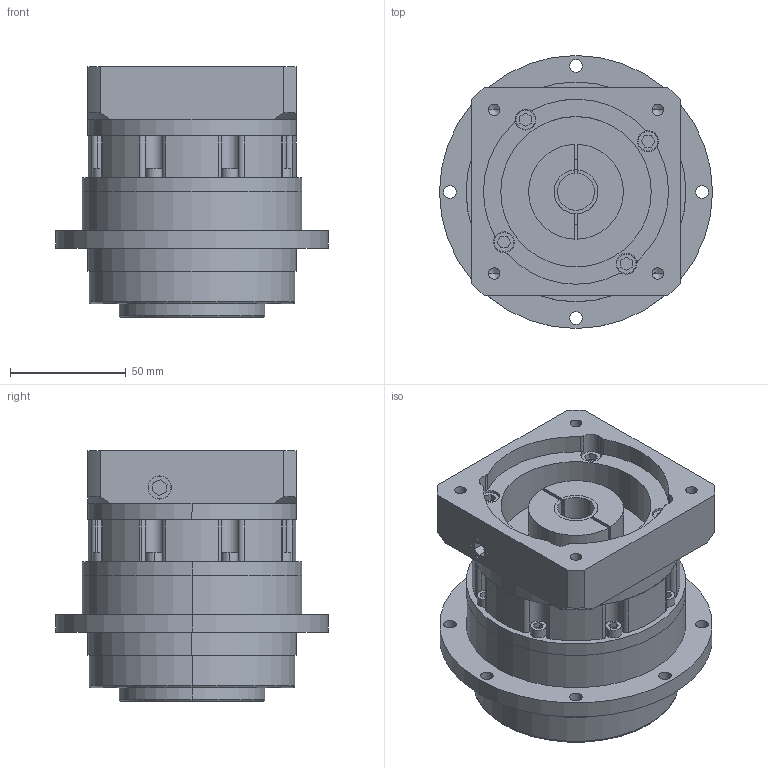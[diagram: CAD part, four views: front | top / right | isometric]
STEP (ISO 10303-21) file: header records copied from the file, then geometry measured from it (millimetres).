
FILE_DESCRIPTION (( 'STEP AP214' ), '1' );
FILE_NAME ('VGH90单级模型（16-35 80-3 4-6.5-100）.STEP', '2018-11-05T08:29:10', ( 'Windows' ), ( 'Microsoft' ), 'SwSTEP 2.0', 'SolidWorks 2016', '' );
FILE_SCHEMA (( 'AUTOMOTIVE_DESIGN' ));
Length unit declared in the file: millimetre
Products named in the file (1): VGH90单级模型（16-35 80-3 4-6.5-100）
Bounding box: 118 x 118 x 108.5 mm (x, y, z)
Volume: 642577.7 mm3; surface area: 107743.3 mm2
Topology: 4 solids, 4 shells, 368 faces, 921 edges, 590 vertices
Faces by surface type: cylinder 177, plane 157, cone 28, torus 6
Entity records: 11451 total; most frequent: DIRECTION 2015, CARTESIAN_POINT 1880, ORIENTED_EDGE 1794, EDGE_CURVE 897, AXIS2_PLACEMENT_3D 757, VERTEX_POINT 590, LINE 501, VECTOR 501
